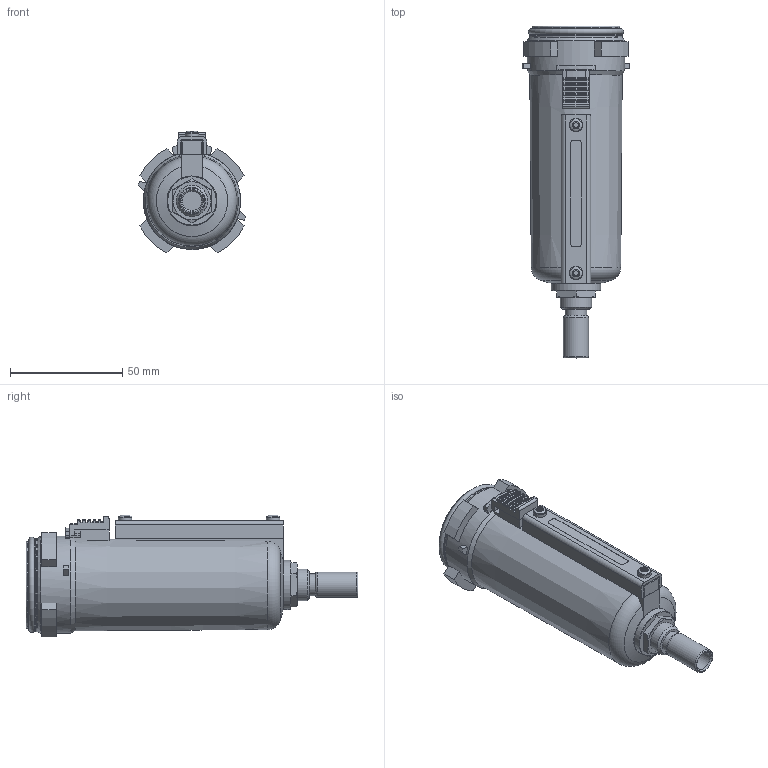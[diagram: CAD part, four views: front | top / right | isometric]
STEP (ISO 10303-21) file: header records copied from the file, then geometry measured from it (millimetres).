
FILE_DESCRIPTION(/* description */ ('STEP AP214'),/* implementation_level */ '2;1');
FILE_NAME(/* name */ '028563',/* time_stamp */ '2026-03-18T12:09:44+01:00',/* author */ ('License CC BY-ND 4.0'),/* organization */ ('CADENAS'),/* preprocessor_version */ 'ST-DEVELOPER v20',/* originating_system */ 'PARTsolutions',/* authorisation */ ' ');
FILE_SCHEMA (('AP242_MANAGED_MODEL_BASED_3D_ENGINEERING_MIM_LF { 1 0 10303 442 3 1 4 }','AUTOMOTIVE_DESIGN {1 0 10303 214 3 1 1}'));
Length unit declared in the file: millimetre
Products named in the file (5): 028563; 028563_G; 028563_A; 028563_RE; 028563_DIS
Assembly tree (4 placements, depth 2):
  028563
    028563_G
    028563_A
    028563_RE
    028563_DIS
Bounding box: 47.99 x 148 x 54.3 mm (x, y, z)
Volume: 165667.2 mm3; surface area: 27363.1 mm2
Topology: 4 solids, 4 shells, 278 faces, 726 edges, 473 vertices
Faces by surface type: plane 142, cylinder 81, torus 41, cone 13, sphere 1
Full cylindrical faces by diameter (mm): 6 x2, 8.566 x1, 9.728 x1, 11.3 x1, 14 x1, 22 x1, 37.9 x2, 39.1 x1, 41.7 x1, 43.4 x1
Entity records: 9752 total; most frequent: CARTESIAN_POINT 1730, DIRECTION 1392, ORIENTED_EDGE 1378, EDGE_CURVE 689, AXIS2_PLACEMENT_3D 510, VERTEX_POINT 468, LINE 372, VECTOR 372
